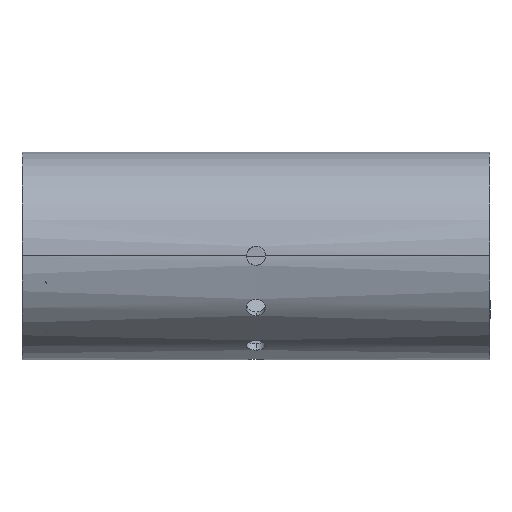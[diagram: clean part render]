
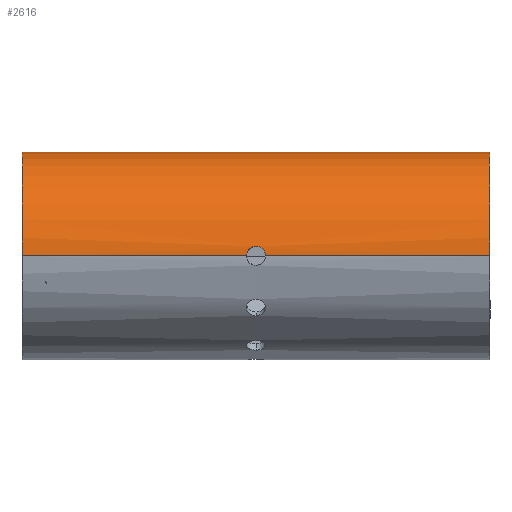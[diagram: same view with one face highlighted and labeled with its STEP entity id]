
A CAD part, top view. The second image highlights one B-rep face of the part: STEP entity #2616.
In plain terms, the highlighted cylindrical face has radius 37.65 mm (diameter 75.3 mm), a partial arc.
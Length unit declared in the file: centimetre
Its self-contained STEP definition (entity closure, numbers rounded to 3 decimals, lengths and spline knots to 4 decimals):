
#16 = CARTESIAN_POINT ( 'NONE',  ( -0.0228, 0.345, 3.7492 ) ) ;
#41 = CARTESIAN_POINT ( 'NONE',  ( 0., 0.345, 3.7492 ) ) ;
#85 = AXIS2_PLACEMENT_3D ( 'NONE', #2252, #1125, #822 ) ;
#123 = LINE ( 'NONE', #932, #1954 ) ;
#178 = VERTEX_POINT ( 'NONE', #316 ) ;
#185 = VERTEX_POINT ( 'NONE', #41 ) ;
#184 = DIRECTION ( 'NONE',  ( -1., 0., 0. ) ) ;
#203 = CARTESIAN_POINT ( 'NONE',  ( 0.3338, 0.0899, 3.764 ) ) ;
#220 = CARTESIAN_POINT ( 'NONE',  ( 0.345, 0., 3.765 ) ) ;
#266 = CARTESIAN_POINT ( 'NONE',  ( -8.5, 0., 3.765 ) ) ;
#284 = FACE_OUTER_BOUND ( 'NONE', #2663, .T. ) ;
#316 = CARTESIAN_POINT ( 'NONE',  ( 8.5, 0., 3.765 ) ) ;
#331 = ORIENTED_EDGE ( 'NONE', *, *, #3063, .T. ) ;
#350 = DIRECTION ( 'NONE',  ( -1., 0., 0. ) ) ;
#356 = CARTESIAN_POINT ( 'NONE',  ( -0.1729, 0.2994, 3.7531 ) ) ;
#430 = VERTEX_POINT ( 'NONE', #3486 ) ;
#474 = ORIENTED_EDGE ( 'NONE', *, *, #3274, .F. ) ;
#497 = CARTESIAN_POINT ( 'NONE',  ( 0.31, 0.1531, 3.7619 ) ) ;
#529 = CYLINDRICAL_SURFACE ( 'NONE', #2664, 3.765 ) ;
#532 = DIRECTION ( 'NONE',  ( 1., 0., 0. ) ) ;
#596 = CARTESIAN_POINT ( 'NONE',  ( -0.2599, 0.228, 3.7581 ) ) ;
#808 = CARTESIAN_POINT ( 'NONE',  ( 0.0452, 0.3428, 3.7494 ) ) ;
#819 = ORIENTED_EDGE ( 'NONE', *, *, #2141, .T. ) ;
#822 = DIRECTION ( 'NONE',  ( 0., 0., -1. ) ) ;
#886 = B_SPLINE_CURVE_WITH_KNOTS ( 'NONE', 3,
 ( #1345, #2453, #3296, #1909, #2517, #3092, #1971, #912, #596, #891, #2818, #356, #1985, #3111, #1689, #3132, #16, #2001 ),
 .UNSPECIFIED., .F., .F.,
 ( 4, 2, 2, 2, 2, 2, 2, 2, 4 ),
 ( 0.0108, 0.0115, 0.0121, 0.0128, 0.0135, 0.0142, 0.0148, 0.0155, 0.0162 ),
 .UNSPECIFIED. ) ;
#891 = CARTESIAN_POINT ( 'NONE',  ( -0.2281, 0.2598, 3.7561 ) ) ;
#906 = CIRCLE ( 'NONE', #85, 3.765 ) ;
#912 = CARTESIAN_POINT ( 'NONE',  ( -0.2742, 0.2106, 3.7592 ) ) ;
#932 = CARTESIAN_POINT ( 'NONE',  ( 8.5, 0., 3.765 ) ) ;
#1027 = CARTESIAN_POINT ( 'NONE',  ( 0.2598, 0.2281, 3.7581 ) ) ;
#1067 = CARTESIAN_POINT ( 'NONE',  ( 0.2741, 0.2108, 3.7591 ) ) ;
#1125 = DIRECTION ( 'NONE',  ( 1., 0., 0. ) ) ;
#1131 = EDGE_CURVE ( 'NONE', #3207, #2342, #2542, .T. ) ;
#1276 = ORIENTED_EDGE ( 'NONE', *, *, #1131, .T. ) ;
#1318 = CARTESIAN_POINT ( 'NONE',  ( 0.1728, 0.2995, 3.7531 ) ) ;
#1335 = EDGE_CURVE ( 'NONE', #1504, #3207, #2681, .T. ) ;
#1345 = CARTESIAN_POINT ( 'NONE',  ( -0.345, 0., 3.765 ) ) ;
#1352 = CARTESIAN_POINT ( 'NONE',  ( 0.153, 0.3101, 3.7522 ) ) ;
#1366 = CARTESIAN_POINT ( 'NONE',  ( 0.3272, 0.1116, 3.7634 ) ) ;
#1376 = CARTESIAN_POINT ( 'NONE',  ( 8.5, 0., -3.765 ) ) ;
#1430 = CARTESIAN_POINT ( 'NONE',  ( 8.5, 0., -3.765 ) ) ;
#1444 = ORIENTED_EDGE ( 'NONE', *, *, #2167, .F. ) ;
#1504 = VERTEX_POINT ( 'NONE', #1376 ) ;
#1554 = DIRECTION ( 'NONE',  ( -1., 0., 0. ) ) ;
#1578 = VECTOR ( 'NONE', #350, 100. ) ;
#1637 = CARTESIAN_POINT ( 'NONE',  ( 0.0228, 0.345, 3.7492 ) ) ;
#1662 = VECTOR ( 'NONE', #184, 100. ) ;
#1689 = CARTESIAN_POINT ( 'NONE',  ( -0.0893, 0.334, 3.7502 ) ) ;
#1779 = B_SPLINE_CURVE_WITH_KNOTS ( 'NONE', 3,
 ( #2192, #1637, #808, #3569, #2158, #1352, #1318, #2686, #3010, #1027, #1067, #2138, #497, #1366, #203, #2754, #3251, #220 ),
 .UNSPECIFIED., .F., .F.,
 ( 4, 2, 2, 2, 2, 2, 2, 2, 4 ),
 ( 0.0162, 0.0169, 0.0175, 0.0182, 0.0189, 0.0196, 0.0202, 0.0209, 0.0216 ),
 .UNSPECIFIED. ) ;
#1909 = CARTESIAN_POINT ( 'NONE',  ( -0.334, 0.0895, 3.764 ) ) ;
#1933 = DIRECTION ( 'NONE',  ( 0., 0., 1. ) ) ;
#1954 = VECTOR ( 'NONE', #1554, 100. ) ;
#1964 = CARTESIAN_POINT ( 'NONE',  ( 8.5, 0., 0. ) ) ;
#1971 = CARTESIAN_POINT ( 'NONE',  ( -0.2994, 0.1728, 3.7611 ) ) ;
#1985 = CARTESIAN_POINT ( 'NONE',  ( -0.1531, 0.31, 3.7522 ) ) ;
#2001 = CARTESIAN_POINT ( 'NONE',  ( 0., 0.345, 3.7492 ) ) ;
#2034 = AXIS2_PLACEMENT_3D ( 'NONE', #3599, #532, #3369 ) ;
#2059 = CARTESIAN_POINT ( 'NONE',  ( -8.5, 0., -3.765 ) ) ;
#2138 = CARTESIAN_POINT ( 'NONE',  ( 0.2993, 0.1731, 3.7611 ) ) ;
#2141 = EDGE_CURVE ( 'NONE', #185, #430, #1779, .T. ) ;
#2159 = ORIENTED_EDGE ( 'NONE', *, *, #2386, .F. ) ;
#2158 = CARTESIAN_POINT ( 'NONE',  ( 0.1112, 0.3274, 3.7508 ) ) ;
#2167 = EDGE_CURVE ( 'NONE', #3482, #2342, #2477, .T. ) ;
#2192 = CARTESIAN_POINT ( 'NONE',  ( 0., 0.345, 3.7492 ) ) ;
#2212 = CARTESIAN_POINT ( 'NONE',  ( -0.345, 0., 3.765 ) ) ;
#2252 = CARTESIAN_POINT ( 'NONE',  ( 8.5, 0., 0. ) ) ;
#2342 = VERTEX_POINT ( 'NONE', #266 ) ;
#2386 = EDGE_CURVE ( 'NONE', #1504, #178, #906, .T. ) ;
#2453 = CARTESIAN_POINT ( 'NONE',  ( -0.345, 0.0225, 3.765 ) ) ;
#2477 = LINE ( 'NONE', #3583, #1662 ) ;
#2517 = CARTESIAN_POINT ( 'NONE',  ( -0.3273, 0.1113, 3.7634 ) ) ;
#2542 = CIRCLE ( 'NONE', #2034, 3.765 ) ;
#2616 = ADVANCED_FACE ( 'NONE', ( #284 ), #529, .T. ) ;
#2663 = EDGE_LOOP ( 'NONE', ( #2159, #3547, #1276, #1444, #331, #819, #474 ) ) ;
#2664 = AXIS2_PLACEMENT_3D ( 'NONE', #1964, #3584, #1933 ) ;
#2681 = LINE ( 'NONE', #1430, #1578 ) ;
#2686 = CARTESIAN_POINT ( 'NONE',  ( 0.2102, 0.2745, 3.755 ) ) ;
#2754 = CARTESIAN_POINT ( 'NONE',  ( 0.3428, 0.0453, 3.7648 ) ) ;
#2818 = CARTESIAN_POINT ( 'NONE',  ( -0.2104, 0.2744, 3.755 ) ) ;
#3010 = CARTESIAN_POINT ( 'NONE',  ( 0.228, 0.2599, 3.7561 ) ) ;
#3063 = EDGE_CURVE ( 'NONE', #3482, #185, #886, .T. ) ;
#3092 = CARTESIAN_POINT ( 'NONE',  ( -0.3101, 0.1528, 3.762 ) ) ;
#3111 = CARTESIAN_POINT ( 'NONE',  ( -0.1113, 0.3273, 3.7508 ) ) ;
#3132 = CARTESIAN_POINT ( 'NONE',  ( -0.0452, 0.3428, 3.7494 ) ) ;
#3207 = VERTEX_POINT ( 'NONE', #2059 ) ;
#3251 = CARTESIAN_POINT ( 'NONE',  ( 0.345, 0.0228, 3.765 ) ) ;
#3274 = EDGE_CURVE ( 'NONE', #178, #430, #123, .T. ) ;
#3296 = CARTESIAN_POINT ( 'NONE',  ( -0.3428, 0.0449, 3.7648 ) ) ;
#3369 = DIRECTION ( 'NONE',  ( 0., 0., -1. ) ) ;
#3482 = VERTEX_POINT ( 'NONE', #2212 ) ;
#3486 = CARTESIAN_POINT ( 'NONE',  ( 0.345, 0., 3.765 ) ) ;
#3547 = ORIENTED_EDGE ( 'NONE', *, *, #1335, .T. ) ;
#3569 = CARTESIAN_POINT ( 'NONE',  ( 0.0893, 0.334, 3.7502 ) ) ;
#3583 = CARTESIAN_POINT ( 'NONE',  ( 8.5, 0., 3.765 ) ) ;
#3584 = DIRECTION ( 'NONE',  ( -1., 0., 0. ) ) ;
#3599 = CARTESIAN_POINT ( 'NONE',  ( -8.5, 0., 0. ) ) ;
